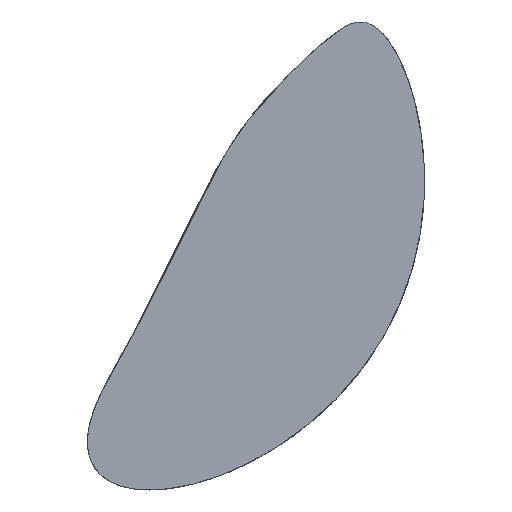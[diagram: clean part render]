
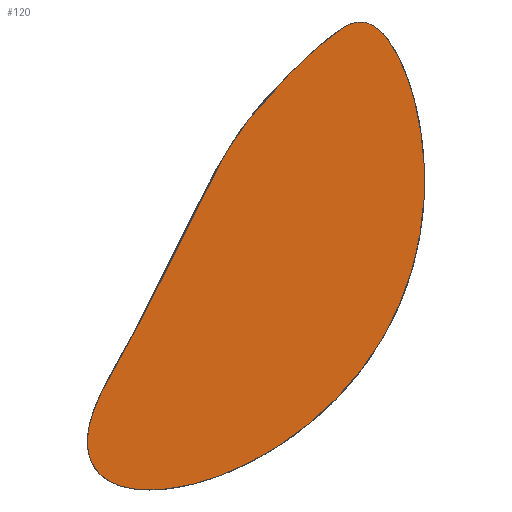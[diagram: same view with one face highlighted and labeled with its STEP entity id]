
A CAD part, front view. The second image highlights one B-rep face of the part: STEP entity #120.
In plain terms, the highlighted planar face has unit normal (0, -1, 0).
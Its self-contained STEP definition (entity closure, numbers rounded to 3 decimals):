
#16=(
BOUNDED_CURVE()
B_SPLINE_CURVE(5,(#5724,#5725,#5726,#5727,#5728,#5729,#5730,#5731,#5732,
#5733,#5734,#5735,#5736,#5737,#5738,#5739,#5740,#5741,#5742,#5743,#5744,
#5745,#5746,#5747,#5748,#5749,#5750,#5751,#5752,#5753,#5754,#5755,#5756,
#5757,#5758,#5759,#5760,#5761,#5762,#5763,#5764,#5765,#5766,#5767,#5768),
 .UNSPECIFIED.,.T.,.F.)
B_SPLINE_CURVE_WITH_KNOTS((6,1,1,1,1,1,1,1,1,1,1,1,1,1,1,1,1,1,1,1,1,1,
1,1,1,1,1,1,1,1,1,1,1,1,1,1,1,1,1,1,6),(0.,0.025,0.05,0.075,0.1,0.125,0.15,
0.175,0.2,0.225,0.25,0.275,0.3,0.325,0.35,0.375,0.4,0.425,0.45,0.475,0.5,
0.525,0.55,0.575,0.6,0.625,0.65,0.675,0.7,0.725,0.75,0.775,0.8,0.825,0.85,
0.875,0.9,0.925,0.95,0.975,1.),.UNSPECIFIED.)
CURVE()
GEOMETRIC_REPRESENTATION_ITEM()
RATIONAL_B_SPLINE_CURVE((1.,1.,1.,1.,1.,1.,1.,1.,1.,1.,1.,1.,1.,1.,1.,1.,
1.,1.,1.,1.,1.,1.,1.,1.,1.,1.,1.,1.,1.,1.,1.,1.,1.,1.,1.,1.,1.,1.,1.,1.,
1.,1.,1.,1.,1.))
REPRESENTATION_ITEM('')
);
#34=FACE_OUTER_BOUND('',#43,.T.);
#43=EDGE_LOOP('',(#110));
#65=VERTEX_POINT('',#5722);
#80=EDGE_CURVE('',#65,#65,#16,.T.);
#110=ORIENTED_EDGE('',*,*,#80,.T.);
#112=PLANE('',#136);
#120=ADVANCED_FACE('',(#34),#112,.F.);
#136=AXIS2_PLACEMENT_3D('',#5769,#143,#144);
#143=DIRECTION('center_axis',(0.,1.,0.));
#144=DIRECTION('ref_axis',(1.,0.,0.));
#5722=CARTESIAN_POINT('',(72.536,0.,952.432));
#5724=CARTESIAN_POINT('Ctrl Pts',(72.536,0.,
952.432));
#5725=CARTESIAN_POINT('Ctrl Pts',(72.168,0.,
952.652));
#5726=CARTESIAN_POINT('Ctrl Pts',(71.438,0.,
952.96));
#5727=CARTESIAN_POINT('Ctrl Pts',(70.362,0.,
953.047));
#5728=CARTESIAN_POINT('Ctrl Pts',(68.949,0.,
952.524));
#5729=CARTESIAN_POINT('Ctrl Pts',(67.116,0.,
951.166));
#5730=CARTESIAN_POINT('Ctrl Pts',(65.141,0.,
949.424));
#5731=CARTESIAN_POINT('Ctrl Pts',(63.049,0.,
947.475));
#5732=CARTESIAN_POINT('Ctrl Pts',(60.91,0.,
945.398));
#5733=CARTESIAN_POINT('Ctrl Pts',(58.818,0.,
943.205));
#5734=CARTESIAN_POINT('Ctrl Pts',(56.846,0.,
940.868));
#5735=CARTESIAN_POINT('Ctrl Pts',(55.015,0.,
938.352));
#5736=CARTESIAN_POINT('Ctrl Pts',(53.309,0.,
935.625));
#5737=CARTESIAN_POINT('Ctrl Pts',(51.686,0.,
932.673));
#5738=CARTESIAN_POINT('Ctrl Pts',(50.097,0.,
929.501));
#5739=CARTESIAN_POINT('Ctrl Pts',(48.5,0.,
926.154));
#5740=CARTESIAN_POINT('Ctrl Pts',(46.868,0.,
922.718));
#5741=CARTESIAN_POINT('Ctrl Pts',(45.192,0.,
919.295));
#5742=CARTESIAN_POINT('Ctrl Pts',(43.484,0.,
915.984));
#5743=CARTESIAN_POINT('Ctrl Pts',(41.774,0.,
912.86));
#5744=CARTESIAN_POINT('Ctrl Pts',(40.115,0.,
909.952));
#5745=CARTESIAN_POINT('Ctrl Pts',(38.582,0.,
907.223));
#5746=CARTESIAN_POINT('Ctrl Pts',(37.275,0.,
904.598));
#5747=CARTESIAN_POINT('Ctrl Pts',(36.326,0.,
902.018));
#5748=CARTESIAN_POINT('Ctrl Pts',(35.901,0.,
899.479));
#5749=CARTESIAN_POINT('Ctrl Pts',(36.206,0.,
897.082));
#5750=CARTESIAN_POINT('Ctrl Pts',(37.464,0.,
895.038));
#5751=CARTESIAN_POINT('Ctrl Pts',(39.839,0.,
893.594));
#5752=CARTESIAN_POINT('Ctrl Pts',(43.368,0.,
892.984));
#5753=CARTESIAN_POINT('Ctrl Pts',(47.901,0.,
893.376));
#5754=CARTESIAN_POINT('Ctrl Pts',(53.159,0.,
894.876));
#5755=CARTESIAN_POINT('Ctrl Pts',(58.768,0.,
897.524));
#5756=CARTESIAN_POINT('Ctrl Pts',(64.313,0.,
901.296));
#5757=CARTESIAN_POINT('Ctrl Pts',(69.384,0.,
906.103));
#5758=CARTESIAN_POINT('Ctrl Pts',(73.614,0.,
911.788));
#5759=CARTESIAN_POINT('Ctrl Pts',(76.735,0.,
918.126));
#5760=CARTESIAN_POINT('Ctrl Pts',(78.617,0.,
924.824));
#5761=CARTESIAN_POINT('Ctrl Pts',(79.308,0.,
931.519));
#5762=CARTESIAN_POINT('Ctrl Pts',(78.974,0.,
937.828));
#5763=CARTESIAN_POINT('Ctrl Pts',(77.862,0.,
943.378));
#5764=CARTESIAN_POINT('Ctrl Pts',(76.248,0.,
947.849));
#5765=CARTESIAN_POINT('Ctrl Pts',(74.768,0.,
950.38));
#5766=CARTESIAN_POINT('Ctrl Pts',(73.644,0.,
951.643));
#5767=CARTESIAN_POINT('Ctrl Pts',(72.904,0.,
952.213));
#5768=CARTESIAN_POINT('Ctrl Pts',(72.536,0.,
952.432));
#5769=CARTESIAN_POINT('Origin',(57.604,0.,923.016));
